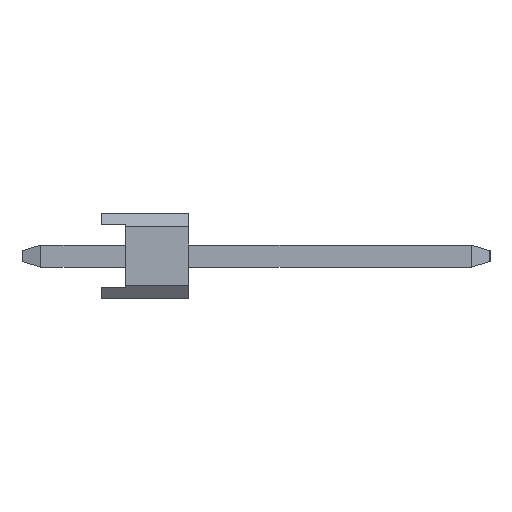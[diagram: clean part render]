
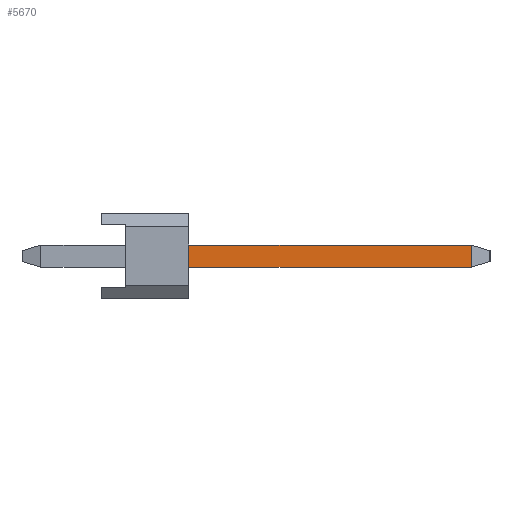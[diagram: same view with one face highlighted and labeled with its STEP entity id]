
A CAD part, left-side view. The second image highlights one B-rep face of the part: STEP entity #5670.
In plain terms, the highlighted planar face has unit normal (-1, 0, 0).
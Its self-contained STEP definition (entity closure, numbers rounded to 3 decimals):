
#2576=VERTEX_POINT('',#7213);
#2634=VERTEX_POINT('',#7281);
#4104=VERTEX_POINT('',#8936);
#4374=EDGE_CURVE('',#2576,#2634,#9228,.T.);
#5092=EDGE_CURVE('',#6614,#2576,#10021,.T.);
#5190=EDGE_CURVE('',#2634,#4104,#10132,.T.);
#5670=ADVANCED_FACE('',(#10654),#10655,.T.);
#6486=EDGE_CURVE('',#4104,#6614,#11539,.T.);
#6614=VERTEX_POINT('',#11676);
#7213=CARTESIAN_POINT('',(-18.1,-2.54,0.32));
#7281=CARTESIAN_POINT('',(-18.1,-10.744,0.32));
#8936=CARTESIAN_POINT('',(-18.1,-10.744,-0.32));
#9228=LINE('',#15338,#15339);
#10021=LINE('',#16483,#16484);
#10132=LINE('',#16634,#16635);
#10654=FACE_OUTER_BOUND('',#17373,.T.);
#10655=PLANE('',#17374);
#11539=LINE('',#18671,#18672);
#11676=CARTESIAN_POINT('',(-18.1,-2.54,-0.32));
#15338=CARTESIAN_POINT('',(-18.1,-4.49,0.32));
#15339=VECTOR('',#21953,1.0);
#16483=CARTESIAN_POINT('',(-18.1,-2.54,0.252));
#16484=VECTOR('',#22745,1.0);
#16634=CARTESIAN_POINT('',(-18.1,-10.744,0.5));
#16635=VECTOR('',#22869,1.0);
#17373=EDGE_LOOP('',(#23327,#23328,#23329,#23330));
#17374=AXIS2_PLACEMENT_3D('',#23331,#23332,#23333);
#18671=CARTESIAN_POINT('',(-18.1,1.764,-0.32));
#18672=VECTOR('',#24098,1.0);
#21953=DIRECTION('',(0.,-1.0,0.));
#22745=DIRECTION('',(0.,0.,1.0));
#22869=DIRECTION('',(0.0,0.,-1.0));
#23327=ORIENTED_EDGE('',*,*,#5092,.F.);
#23328=ORIENTED_EDGE('',*,*,#6486,.F.);
#23329=ORIENTED_EDGE('',*,*,#5190,.F.);
#23330=ORIENTED_EDGE('',*,*,#4374,.F.);
#23331=CARTESIAN_POINT('',(-18.1,1.764,0.5));
#23332=DIRECTION('',(-1.0,0.,0.));
#23333=DIRECTION('',(0.,1.0,0.));
#24098=DIRECTION('',(0.,1.0,0.));
